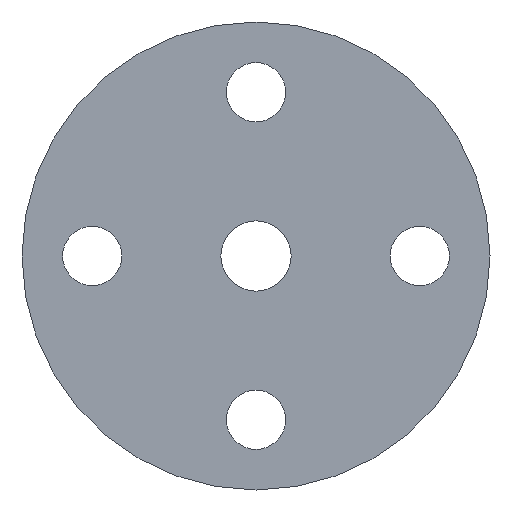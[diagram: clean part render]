
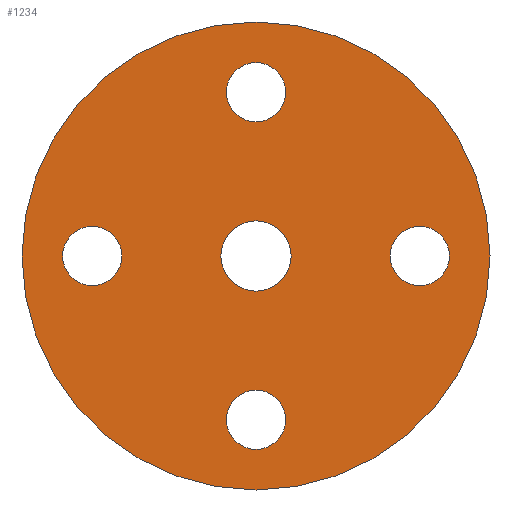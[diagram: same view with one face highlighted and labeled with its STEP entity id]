
A CAD part, front view. The second image highlights one B-rep face of the part: STEP entity #1234.
In plain terms, the highlighted planar face has unit normal (0, -1, 0).
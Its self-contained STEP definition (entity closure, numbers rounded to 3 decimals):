
#22=FACE_BOUND('',#174,.T.);
#23=FACE_BOUND('',#175,.T.);
#24=FACE_BOUND('',#176,.T.);
#25=FACE_BOUND('',#177,.T.);
#26=FACE_BOUND('',#178,.T.);
#28=CIRCLE('',#1304,1.265);
#30=CIRCLE('',#1307,1.5);
#34=CIRCLE('',#1315,10.);
#38=CIRCLE('',#1321,1.265);
#39=CIRCLE('',#1322,1.265);
#40=CIRCLE('',#1323,1.265);
#105=FACE_OUTER_BOUND('',#173,.T.);
#173=EDGE_LOOP('',(#1105));
#174=EDGE_LOOP('',(#1106));
#175=EDGE_LOOP('',(#1107));
#176=EDGE_LOOP('',(#1108));
#177=EDGE_LOOP('',(#1109));
#178=EDGE_LOOP('',(#1110));
#597=VERTEX_POINT('',#1940);
#599=VERTEX_POINT('',#1946);
#603=VERTEX_POINT('',#1960);
#607=VERTEX_POINT('',#1971);
#608=VERTEX_POINT('',#1973);
#609=VERTEX_POINT('',#1975);
#762=EDGE_CURVE('',#597,#597,#28,.F.);
#765=EDGE_CURVE('',#599,#599,#30,.T.);
#771=EDGE_CURVE('',#603,#603,#34,.T.);
#775=EDGE_CURVE('',#607,#607,#38,.F.);
#776=EDGE_CURVE('',#608,#608,#39,.F.);
#777=EDGE_CURVE('',#609,#609,#40,.F.);
#1105=ORIENTED_EDGE('',*,*,#771,.F.);
#1106=ORIENTED_EDGE('',*,*,#775,.T.);
#1107=ORIENTED_EDGE('',*,*,#776,.T.);
#1108=ORIENTED_EDGE('',*,*,#777,.T.);
#1109=ORIENTED_EDGE('',*,*,#762,.T.);
#1110=ORIENTED_EDGE('',*,*,#765,.F.);
#1176=PLANE('',#1320);
#1234=ADVANCED_FACE('',(#105,#22,#23,#24,#25,#26),#1176,.F.);
#1304=AXIS2_PLACEMENT_3D('',#1942,#1584,#1585);
#1307=AXIS2_PLACEMENT_3D('',#1948,#1591,#1592);
#1315=AXIS2_PLACEMENT_3D('',#1962,#1609,#1610);
#1320=AXIS2_PLACEMENT_3D('',#1970,#1619,#1620);
#1321=AXIS2_PLACEMENT_3D('',#1972,#1621,#1622);
#1322=AXIS2_PLACEMENT_3D('',#1974,#1623,#1624);
#1323=AXIS2_PLACEMENT_3D('',#1976,#1625,#1626);
#1584=DIRECTION('center_axis',(0.,-1.,0.));
#1585=DIRECTION('ref_axis',(-1.,0.,0.));
#1591=DIRECTION('center_axis',(0.,-1.,0.));
#1592=DIRECTION('ref_axis',(1.,0.,0.));
#1609=DIRECTION('center_axis',(0.,1.,0.));
#1610=DIRECTION('ref_axis',(1.,0.,0.));
#1619=DIRECTION('center_axis',(0.,1.,0.));
#1620=DIRECTION('ref_axis',(1.,0.,0.));
#1621=DIRECTION('center_axis',(0.,-1.,0.));
#1622=DIRECTION('ref_axis',(0.,0.,-1.));
#1623=DIRECTION('center_axis',(0.,-1.,0.));
#1624=DIRECTION('ref_axis',(1.,0.,0.));
#1625=DIRECTION('center_axis',(0.,-1.,0.));
#1626=DIRECTION('ref_axis',(0.,0.,1.));
#1940=CARTESIAN_POINT('',(-5.736,0.,0.));
#1942=CARTESIAN_POINT('Origin',(-7.,0.,0.));
#1946=CARTESIAN_POINT('',(-1.5,0.,0.));
#1948=CARTESIAN_POINT('Origin',(0.,0.,0.));
#1960=CARTESIAN_POINT('',(-10.,0.,0.));
#1962=CARTESIAN_POINT('Origin',(0.,0.,0.));
#1970=CARTESIAN_POINT('Origin',(0.,0.,0.));
#1971=CARTESIAN_POINT('',(0.,0.,-5.736));
#1972=CARTESIAN_POINT('Origin',(0.,0.,-7.));
#1973=CARTESIAN_POINT('',(5.736,0.,0.));
#1974=CARTESIAN_POINT('Origin',(7.,0.,0.));
#1975=CARTESIAN_POINT('',(0.,0.,5.736));
#1976=CARTESIAN_POINT('Origin',(0.,0.,7.));
